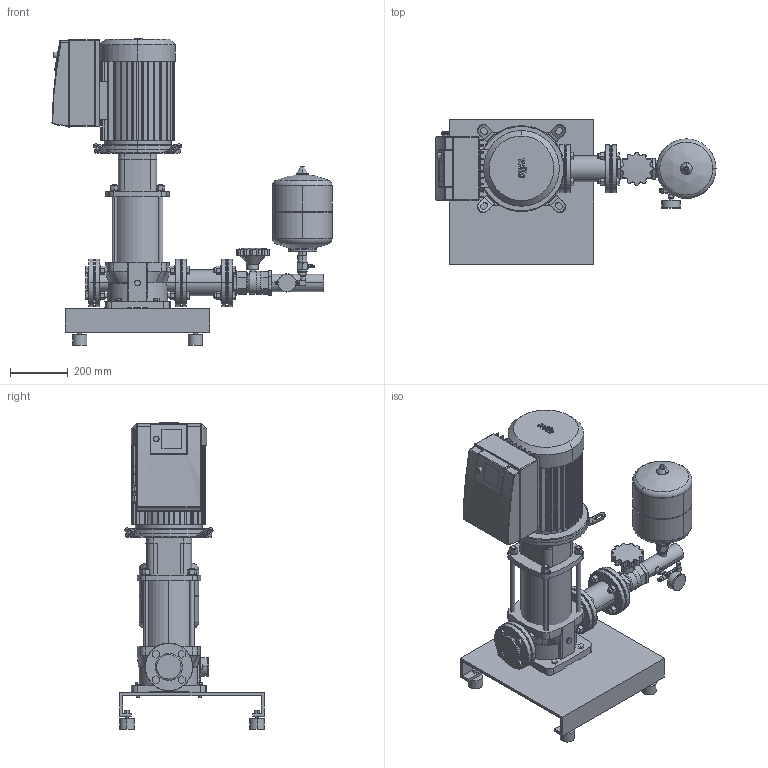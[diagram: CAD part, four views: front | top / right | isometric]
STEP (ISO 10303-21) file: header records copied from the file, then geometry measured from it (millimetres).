
FILE_DESCRIPTION((''),'2;1');
FILE_NAME('3d_SiBoostSmart1HelixVE2204-2540876.stp','2015-08-24T10:46:23',(''),(''),'Mechanical Desktop 2009','Mechanical Desktop 2009',', , ');
FILE_SCHEMA(('CONFIG_CONTROL_DESIGN'));
Length unit declared in the file: millimetre
Products named in the file (1): Product
Bounding box: 969 x 500 x 1059.2 mm (x, y, z)
Volume: 60188814.5 mm3; surface area: 3848014 mm2
Topology: 59 solids, 59 shells, 1883 faces, 4628 edges, 2982 vertices
Faces by surface type: plane 691, cylinder 623, bspline 354, torus 104, cone 92, sphere 19
Entity records: 62263 total; most frequent: CARTESIAN_POINT 17709, ORIENTED_EDGE 9220, DIRECTION 9213, EDGE_CURVE 4610, AXIS2_PLACEMENT_3D 3314, VERTEX_POINT 2982, VECTOR 2585, LINE 2585
